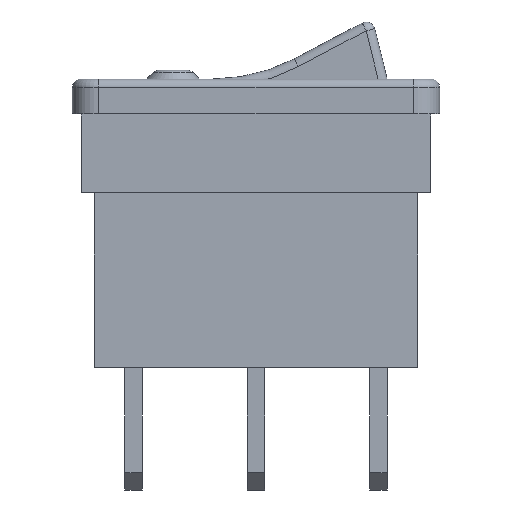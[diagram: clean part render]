
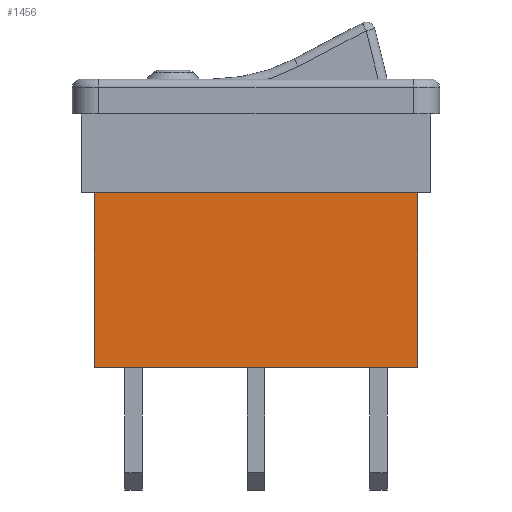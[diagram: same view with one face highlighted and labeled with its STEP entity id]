
A CAD part, left-side view. The second image highlights one B-rep face of the part: STEP entity #1456.
In plain terms, the highlighted planar face has unit normal (-1, 0, 0).
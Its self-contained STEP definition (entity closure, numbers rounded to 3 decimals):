
#196=FACE_OUTER_BOUND('',#291,.T.);
#291=EDGE_LOOP('',(#1270,#1271,#1272,#1273));
#428=LINE('',#2412,#571);
#435=LINE('',#2426,#578);
#436=LINE('',#2429,#579);
#437=LINE('',#2430,#580);
#571=VECTOR('',#2002,10.);
#578=VECTOR('',#2019,10.);
#579=VECTOR('',#2022,10.);
#580=VECTOR('',#2023,10.);
#699=VERTEX_POINT('',#2405);
#702=VERTEX_POINT('',#2410);
#703=VERTEX_POINT('',#2422);
#705=VERTEX_POINT('',#2428);
#891=EDGE_CURVE('',#702,#699,#428,.T.);
#898=EDGE_CURVE('',#703,#699,#435,.T.);
#899=EDGE_CURVE('',#705,#703,#436,.T.);
#900=EDGE_CURVE('',#705,#702,#437,.T.);
#1270=ORIENTED_EDGE('',*,*,#899,.T.);
#1271=ORIENTED_EDGE('',*,*,#898,.T.);
#1272=ORIENTED_EDGE('',*,*,#891,.F.);
#1273=ORIENTED_EDGE('',*,*,#900,.F.);
#1344=PLANE('',#1608);
#1456=ADVANCED_FACE('',(#196),#1344,.T.);
#1608=AXIS2_PLACEMENT_3D('',#2427,#2020,#2021);
#2002=DIRECTION('',(0.,-1.,0.));
#2019=DIRECTION('',(0.,0.,1.));
#2020=DIRECTION('center_axis',(-1.,0.,0.));
#2021=DIRECTION('ref_axis',(0.,-1.,0.));
#2022=DIRECTION('',(0.,-1.,0.));
#2023=DIRECTION('',(0.,0.,1.));
#2405=CARTESIAN_POINT('',(-6.25,-9.25,10.));
#2410=CARTESIAN_POINT('',(-6.25,9.25,10.));
#2412=CARTESIAN_POINT('',(-6.25,9.25,10.));
#2422=CARTESIAN_POINT('',(-6.25,-9.25,0.));
#2426=CARTESIAN_POINT('',(-6.25,-9.25,0.));
#2427=CARTESIAN_POINT('Origin',(-6.25,9.25,0.));
#2428=CARTESIAN_POINT('',(-6.25,9.25,0.));
#2429=CARTESIAN_POINT('',(-6.25,9.25,0.));
#2430=CARTESIAN_POINT('',(-6.25,9.25,0.));
